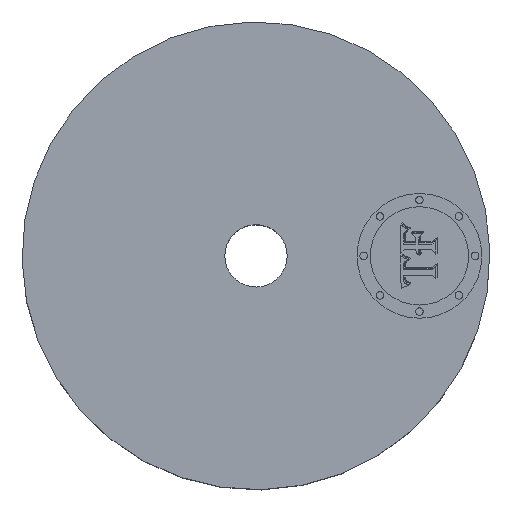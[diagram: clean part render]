
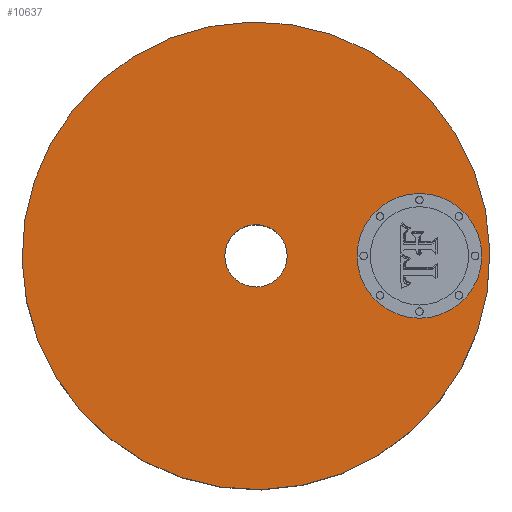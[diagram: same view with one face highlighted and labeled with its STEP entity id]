
A CAD part, top view. The second image highlights one B-rep face of the part: STEP entity #10637.
In plain terms, the highlighted planar face has unit normal (0, 0, 1).
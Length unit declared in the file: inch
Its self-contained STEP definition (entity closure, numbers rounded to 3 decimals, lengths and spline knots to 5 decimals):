
#2738=AXIS2_PLACEMENT_3D('Circle Axis2P3D',#2736,#2737,$) ;
#2757=AXIS2_PLACEMENT_3D('Circle Axis2P3D',#2755,#2756,$) ;
#3250=AXIS2_PLACEMENT_3D('Circle Axis2P3D',#3248,#3249,$) ;
#3276=AXIS2_PLACEMENT_3D('Circle Axis2P3D',#3274,#3275,$) ;
#10609=AXIS2_PLACEMENT_3D('Plane Axis2P3D',#10606,#10607,#10608) ;
#10621=AXIS2_PLACEMENT_3D('Circle Axis2P3D',#10619,#10620,$) ;
#10630=AXIS2_PLACEMENT_3D('Circle Axis2P3D',#10628,#10629,$) ;
#2733=CARTESIAN_POINT('Vertex',(-0.89892,-1.64547,1.25)) ;
#2736=CARTESIAN_POINT('Axis2P3D Location',(0.,0.,1.25)) ;
#2740=CARTESIAN_POINT('Vertex',(0.89892,1.64547,1.25)) ;
#2755=CARTESIAN_POINT('Axis2P3D Location',(0.,0.,1.25)) ;
#3248=CARTESIAN_POINT('Axis2P3D Location',(0.,0.,1.25)) ;
#3252=CARTESIAN_POINT('Vertex',(0.11986,0.2194,1.25)) ;
#3254=CARTESIAN_POINT('Vertex',(-0.11986,-0.2194,1.25)) ;
#3274=CARTESIAN_POINT('Axis2P3D Location',(0.,0.,1.25)) ;
#10606=CARTESIAN_POINT('Axis2P3D Location',(0.,0.25,1.25)) ;
#10619=CARTESIAN_POINT('Axis2P3D Location',(1.31,0.,1.25)) ;
#10623=CARTESIAN_POINT('Vertex',(1.31,-0.5,1.25)) ;
#10625=CARTESIAN_POINT('Vertex',(1.31,0.5,1.25)) ;
#10628=CARTESIAN_POINT('Axis2P3D Location',(1.31,0.,1.25)) ;
#2737=DIRECTION('Axis2P3D Direction',(0.,0.,-0.039)) ;
#2756=DIRECTION('Axis2P3D Direction',(0.,0.,-0.039)) ;
#3249=DIRECTION('Axis2P3D Direction',(0.,0.,-0.039)) ;
#3275=DIRECTION('Axis2P3D Direction',(0.,0.,-0.039)) ;
#10607=DIRECTION('Axis2P3D Direction',(0.,0.,-0.039)) ;
#10608=DIRECTION('Axis2P3D XDirection',(0.039,0.,0.)) ;
#10620=DIRECTION('Axis2P3D Direction',(0.,0.,-0.039)) ;
#10629=DIRECTION('Axis2P3D Direction',(0.,0.,-0.039)) ;
#10612=ORIENTED_EDGE('',*,*,#2759,.F.) ;
#10613=ORIENTED_EDGE('',*,*,#2742,.F.) ;
#10616=ORIENTED_EDGE('',*,*,#3278,.T.) ;
#10617=ORIENTED_EDGE('',*,*,#3256,.T.) ;
#10634=ORIENTED_EDGE('',*,*,#10627,.F.) ;
#10635=ORIENTED_EDGE('',*,*,#10632,.F.) ;
#10618=FACE_BOUND('',#10615,.T.) ;
#10636=FACE_BOUND('',#10633,.T.) ;
#10637=ADVANCED_FACE('PartBody',(#10614,#10618,#10636),#10610,.F.) ;
#2739=CIRCLE('generated circle',#2738,1.875) ;
#2758=CIRCLE('generated circle',#2757,1.875) ;
#3251=CIRCLE('generated circle',#3250,0.25) ;
#3277=CIRCLE('generated circle',#3276,0.25) ;
#10622=CIRCLE('generated circle',#10621,0.5) ;
#10631=CIRCLE('generated circle',#10630,0.5) ;
#2742=EDGE_CURVE('',#2734,#2741,#2739,.T.) ;
#2759=EDGE_CURVE('',#2741,#2734,#2758,.T.) ;
#3256=EDGE_CURVE('',#3253,#3255,#3251,.T.) ;
#3278=EDGE_CURVE('',#3255,#3253,#3277,.T.) ;
#10627=EDGE_CURVE('',#10624,#10626,#10622,.F.) ;
#10632=EDGE_CURVE('',#10626,#10624,#10631,.F.) ;
#10611=EDGE_LOOP('',(#10612,#10613)) ;
#10615=EDGE_LOOP('',(#10616,#10617)) ;
#10633=EDGE_LOOP('',(#10634,#10635)) ;
#10614=FACE_OUTER_BOUND('',#10611,.T.) ;
#10610=PLANE('',#10609) ;
#2734=VERTEX_POINT('',#2733) ;
#2741=VERTEX_POINT('',#2740) ;
#3253=VERTEX_POINT('',#3252) ;
#3255=VERTEX_POINT('',#3254) ;
#10624=VERTEX_POINT('',#10623) ;
#10626=VERTEX_POINT('',#10625) ;
